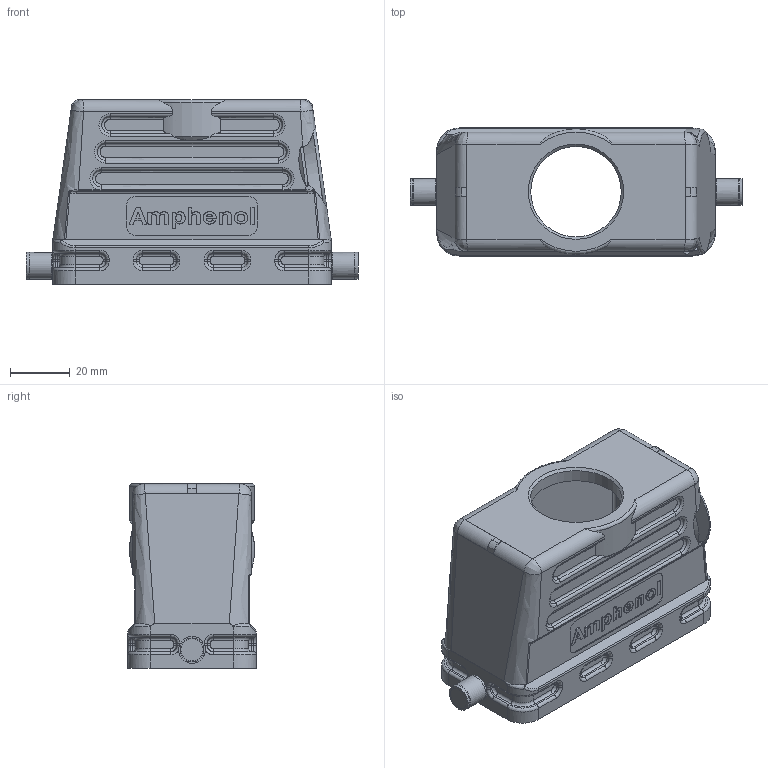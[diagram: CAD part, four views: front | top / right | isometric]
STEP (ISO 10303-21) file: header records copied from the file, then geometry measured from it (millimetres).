
FILE_DESCRIPTION(/* description */ (''),/* implementation_level */ '2;1');
FILE_NAME(/* name */ 'c146 21r016 606 1nxc001-05.stp',/* time_stamp */ '2021-05-12T09:49:11+02:00',/* author */ (''),/* organization */ (''),/* preprocessor_version */ 'ST-DEVELOPER v16.7',/* originating_system */ 'SIEMENS PLM Software NX 12.0',/* authorisation */ '');
FILE_SCHEMA (('AUTOMOTIVE_DESIGN { 1 0 10303 214 3 1 1 1 }'));
Products named in the file (5): C146 K14 052 E1-01; n 42 009 0006nxm001-01; n 13 070 0002 1nxm001-04; c146 21r016 606 1nxm001-05; c146 21r016 606 1nxc001-05
Assembly tree (6 placements, depth 3):
  c146 21r016 606 1nxc001-05
    c146 21r016 606 1nxm001-05
      n 13 070 0002 1nxm001-04  x2
      n 42 009 0006nxm001-01  x2
      C146 K14 052 E1-01
Bounding box: 111.5 x 43 x 62 mm (x, y, z)
Volume: 102234.5 mm3; surface area: 73800.2 mm2
Topology: 6 solids, 6 shells, 1360 faces, 3331 edges, 2029 vertices
Faces by surface type: plane 404, bspline 376, cylinder 366, extrusion 132, cone 78, torus 4
Full cylindrical faces by diameter (mm): 2.5 x8, 2.9 x2, 3 x2, 7 x2, 7.05 x2, 8 x2, 9 x4, 30.38 x2
Entity records: 56787 total; most frequent: CARTESIAN_POINT 18953, ORIENTED_EDGE 6384, DIRECTION 5364, EDGE_CURVE 3192, VERTEX_POINT 1991, AXIS2_PLACEMENT_3D 1902, VECTOR 1560, EDGE_LOOP 1470
